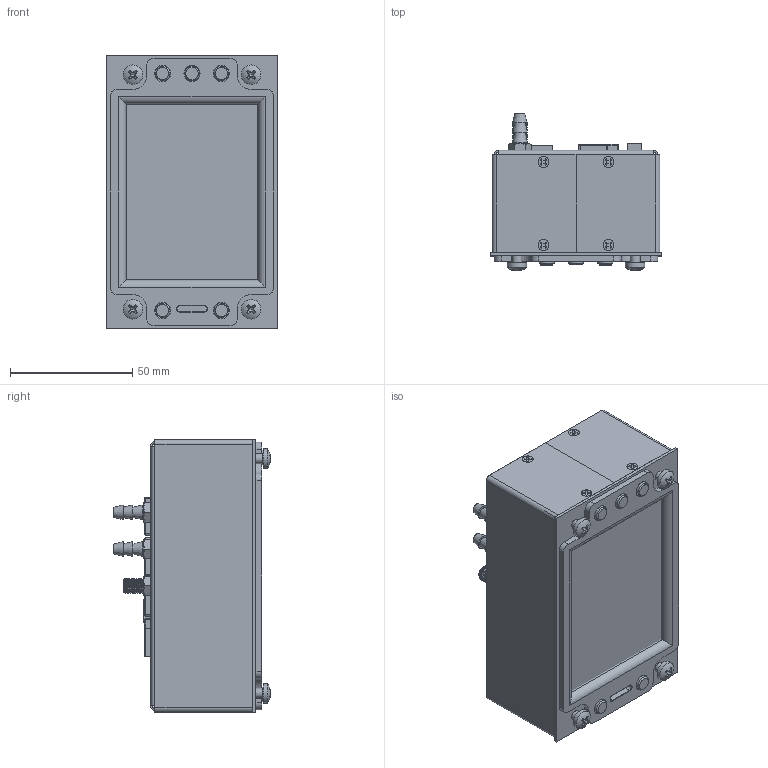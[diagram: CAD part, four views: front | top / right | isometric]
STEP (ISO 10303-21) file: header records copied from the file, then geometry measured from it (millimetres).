
FILE_DESCRIPTION(('FreeCAD Model'),'2;1');
FILE_NAME('Emsis_3.5.step', '2020-09-04T09:10:32',('Author'),(''), 'Open CASCADE STEP processor 7.3','FreeCAD','Unknown');
FILE_SCHEMA(('AUTOMOTIVE_DESIGN { 1 0 10303 214 1 1 1 1 }'));
Length unit declared in the file: millimetre
Products named in the file (64): Emsis_3_5; Mask; PrikljucekZrak_01; PrikljucekZrak_002; SMA_Jack_panel_mount_RG175; M5-Nut; M5-Nut001; Assem1; use; use_Pin; Pin_short001; Pin_short; Pin_long001; Pin_long; Assem002; use001; use_Pin001; Pin_short003; Pin_short002; Pin_long003; Pin_long002; Assem003; use002; use_Pin002; Pin_short005; Pin_short004; Pin_long005; Pin_long004; Assem004; pin1; pin3; pin2; pin4; housing; Assem005; use003; use_Pin003; Pin_short007; Pin_short006; Pin_long007 ...
Assembly tree (91 placements, depth 4):
  Emsis_3_5
    Mask
    PrikljucekZrak_01
    PrikljucekZrak_002
    SMA_Jack_panel_mount_RG175
    M5-Nut
    M5-Nut001
    Assem1
  use
  use_Pin
      Pin_short001
        Pin_short  x4
      Pin_long001
        Pin_long  x4
    Assem002
  use001
  use_Pin001
      Pin_short003
        Pin_short002  x4
      Pin_long003
        Pin_long002  x4
    Assem003
  use002
  use_Pin002
      Pin_short005
        Pin_short004  x4
      Pin_long005
        Pin_long004  x4
    Assem004
      pin1
      pin3
      pin2
      pin4
      housing
    Assem005
  use003
  use_Pin003
      Pin_short007
        Pin_short006  x4
      Pin_long007
        Pin_long006  x4
    M5-Nut002
    Assem006
      64900221122
      6490xx21122_PIN001
        6490xx21122_PIN  x2
    M2.5x8-Screw
    M2.5x3-Screw
    M2.5x3-Screw005
    M2.5x3-Screw006
    M2.5x3-Screw002
    M2.5x3-Screw001
    M2.5x3-Screw003
    M2.5x3-Screw004
    M4x6-Screw  x4
    Display
    Button_1
    Button_2
    Button_3
    Button_4
Bounding box: 70 x 64.29 x 112 mm (x, y, z)
Volume: 88184.8 mm3; surface area: 99072.7 mm2
Topology: 79 solids, 79 shells, 3867 faces, 11369 edges, 8512 vertices
Faces by surface type: plane 2915, cylinder 707, cone 148, torus 59, sphere 20, revolution 12, bspline 6
Full cylindrical faces by diameter (mm): 0.9 x8, 1.8 x2, 2 x2, 2.4 x2, 2.5 x16, 3 x2, 4 x8, 4.134 x3, 4.4 x8, 4.5 x8, 6 x7, 6.2 x5, 6.5 x3, 8 x4
Entity records: 245980 total; most frequent: CARTESIAN_POINT 59192, DIRECTION 32960, LINE 22069, VECTOR 22069, ORIENTED_EDGE 17250, PCURVE 17250, DEFINITIONAL_REPRESENTATION 17250, EDGE_CURVE 8625
